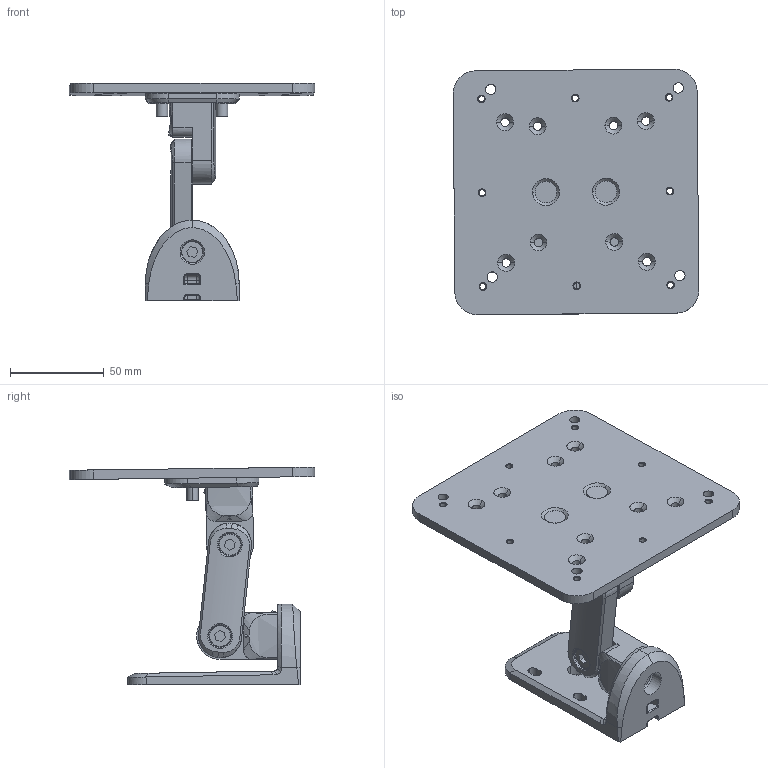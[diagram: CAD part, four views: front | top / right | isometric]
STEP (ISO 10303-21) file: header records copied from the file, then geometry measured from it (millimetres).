
FILE_DESCRIPTION((''),'2;1');
FILE_NAME('DM_CAD-2626_SW0001','2017-06-13T',('creinig-se'),(''),'PRO/ENGINEER BY PARAMETRIC TECHNOLOGY CORPORATION, 2015440','PRO/ENGINEER BY PARAMETRIC TECHNOLOGY CORPORATION, 2015440','');
FILE_SCHEMA(('CONFIG_CONTROL_DESIGN'));
Length unit declared in the file: millimetre
Products named in the file (1): DM_CAD-2626_SW0001
Bounding box: 130.84 x 130.89 x 115.99 mm (x, y, z)
Volume: 188548 mm3; surface area: 62405.6 mm2
Topology: 1 solids, 1 shells, 475 faces, 1262 edges, 805 vertices
Faces by surface type: bspline 138, cylinder 118, plane 105, cone 92, torus 20, extrusion 2
Entity records: 23544 total; most frequent: CARTESIAN_POINT 9164, ORIENTED_EDGE 2524, DIRECTION 2015, EDGE_CURVE 1262, VERTEX_POINT 805, AXIS2_PLACEMENT_3D 749, EDGE_LOOP 539, VECTOR 517
